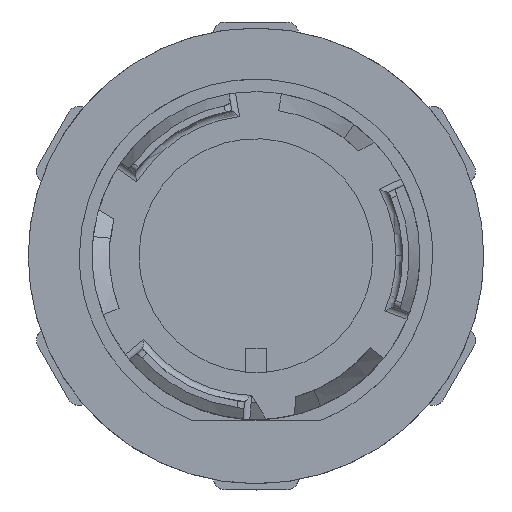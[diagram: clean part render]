
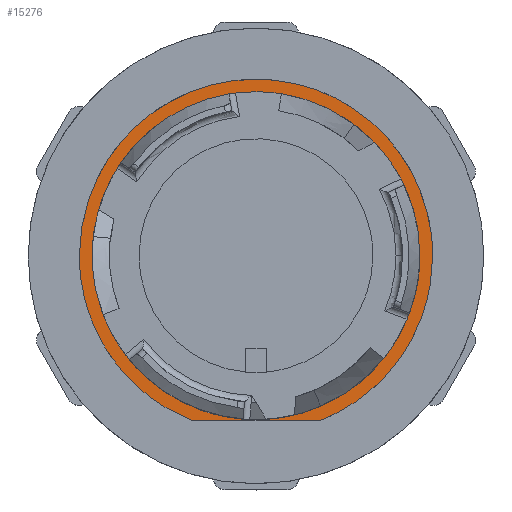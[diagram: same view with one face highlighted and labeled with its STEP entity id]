
A CAD part, top view. The second image highlights one B-rep face of the part: STEP entity #15276.
In plain terms, the highlighted planar face has unit normal (0, 0, 1).
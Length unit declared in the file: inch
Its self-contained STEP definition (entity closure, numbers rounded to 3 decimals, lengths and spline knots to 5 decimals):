
#1394 = VERTEX_POINT ( 'NONE', #14199 ) ;
#1601 = EDGE_CURVE ( 'NONE', #23040, #16495, #24307, .T. ) ;
#1683 = EDGE_CURVE ( 'NONE', #38012, #1394, #9782, .T. ) ;
#3145 = CARTESIAN_POINT ( 'NONE',  ( 0.519, 0.06794, 0.08858 ) ) ;
#5956 = CARTESIAN_POINT ( 'NONE',  ( -0.18865, -0.4835, 0.08858 ) ) ;
#6010 = CARTESIAN_POINT ( 'NONE',  ( -0.45778, -0.24998, 0.08858 ) ) ;
#6247 = CARTESIAN_POINT ( 'NONE',  ( 0.39928, -0.3356, 0.08858 ) ) ;
#6349 = CARTESIAN_POINT ( 'NONE',  ( -0.06288, -0.4835, 0.08858 ) ) ;
#6455 = CARTESIAN_POINT ( 'NONE',  ( 0.519, -0.05185, 0.08858 ) ) ;
#8511 = FACE_BOUND ( 'NONE', #25508, .T. ) ;
#8838 = CARTESIAN_POINT ( 'NONE',  ( 0.36357, -0.37399, 0.08858 ) ) ;
#9025 = CARTESIAN_POINT ( 'NONE',  ( -0.519, 0., 0.08858 ) ) ;
#9110 = VERTEX_POINT ( 'NONE', #9025 ) ;
#9168 = CARTESIAN_POINT ( 'NONE',  ( 0.50549, 0.13585, 0.08858 ) ) ;
#9391 = CARTESIAN_POINT ( 'NONE',  ( 0.4535, 0.26138, 0.08858 ) ) ;
#9782 = B_SPLINE_CURVE_WITH_KNOTS ( 'NONE', 3,
 ( #19467, #6455, #12305, #29288, #32968, #6247, #8838, #22108, #35354, #36010 ),
 .UNSPECIFIED., .F., .F.,
 ( 4, 2, 2, 2, 4 ),
 ( 0., 0.25, 0.5, 0.75, 1. ),
 .UNSPECIFIED. ) ;
#10609 = CARTESIAN_POINT ( 'NONE',  ( -0.18865, -0.4835, 0.08858 ) ) ;
#11591 = VERTEX_POINT ( 'NONE', #5956 ) ;
#12305 = CARTESIAN_POINT ( 'NONE',  ( 0.51117, -0.10369, 0.08858 ) ) ;
#12343 = ORIENTED_EDGE ( 'NONE', *, *, #1683, .F. ) ;
#12644 = CARTESIAN_POINT ( 'NONE',  ( 0.31895, 0.41503, 0.08858 ) ) ;
#12672 = CARTESIAN_POINT ( 'NONE',  ( 0.43174, 0.15714, 0.08858 ) ) ;
#13141 = CARTESIAN_POINT ( 'NONE',  ( -0.39928, -0.3356, 0.08858 ) ) ;
#14199 = CARTESIAN_POINT ( 'NONE',  ( 0.18865, -0.4835, 0.08858 ) ) ;
#14836 = PLANE ( 'NONE',  #21049 ) ;
#15276 = ADVANCED_FACE ( 'NONE', ( #25263, #8511 ), #14836, .F. ) ;
#15467 = EDGE_CURVE ( 'NONE', #11591, #1394, #17031, .T. ) ;
#15929 = CARTESIAN_POINT ( 'NONE',  ( -0.43174, -0.15714, 0.08858 ) ) ;
#16116 = CARTESIAN_POINT ( 'NONE',  ( -0.26138, 0.4535, 0.08858 ) ) ;
#16211 = CARTESIAN_POINT ( 'NONE',  ( -0.43174, -0.15714, 0.08858 ) ) ;
#16343 = CARTESIAN_POINT ( 'NONE',  ( 0.519, 0., 0.08858 ) ) ;
#16495 = VERTEX_POINT ( 'NONE', #41932 ) ;
#16611 = CARTESIAN_POINT ( 'NONE',  ( -0.18865, -0.4835, 0.08858 ) ) ;
#16971 = ORIENTED_EDGE ( 'NONE', *, *, #15467, .T. ) ;
#17031 = B_SPLINE_CURVE_WITH_KNOTS ( 'NONE', 3,
 ( #10609, #6349, #23852, #32649 ),
 .UNSPECIFIED., .F., .F.,
 ( 4, 4 ),
 ( 0., 1. ),
 .UNSPECIFIED. ) ;
#17149 = EDGE_LOOP ( 'NONE', ( #16971, #12343, #35681, #28613 ) ) ;
#17974 = ORIENTED_EDGE ( 'NONE', *, *, #1601, .F. ) ;
#18312 = CARTESIAN_POINT ( 'NONE',  ( 0., 0.52283, 0.08858 ) ) ;
#19376 = CARTESIAN_POINT ( 'NONE',  ( -0.31895, 0.41503, 0.08858 ) ) ;
#19467 = CARTESIAN_POINT ( 'NONE',  ( 0.519, 0., 0.08858 ) ) ;
#19684 = CARTESIAN_POINT ( 'NONE',  ( 0.11746, 1.02062, 0.08858 ) ) ;
#19811 = CARTESIAN_POINT ( 'NONE',  ( 0.26138, 0.4535, 0.08858 ) ) ;
#20528 = ORIENTED_EDGE ( 'NONE', *, *, #40165, .F. ) ;
#21049 = AXIS2_PLACEMENT_3D ( 'NONE', #18312, #21995, #28312 ) ;
#21995 = DIRECTION ( 'NONE',  ( 0., 0., -1. ) ) ;
#22108 = CARTESIAN_POINT ( 'NONE',  ( 0.2824, -0.43852, 0.08858 ) ) ;
#23040 = VERTEX_POINT ( 'NONE', #33035 ) ;
#23121 = CARTESIAN_POINT ( 'NONE',  ( -0.51117, -0.10369, 0.08858 ) ) ;
#23410 = EDGE_CURVE ( 'NONE', #9110, #38012, #31512, .T. ) ;
#23852 = CARTESIAN_POINT ( 'NONE',  ( 0.06288, -0.4835, 0.08858 ) ) ;
#24307 =( BOUNDED_CURVE ( )  B_SPLINE_CURVE ( 3, ( #25375, #19684, #32339, #16211 ),
 .UNSPECIFIED., .F., .T. ) 
 B_SPLINE_CURVE_WITH_KNOTS ( ( 4, 4 ),
 ( 0., 1. ),
 .UNSPECIFIED. ) 
 CURVE ( )  GEOMETRIC_REPRESENTATION_ITEM ( )  RATIONAL_B_SPLINE_CURVE ( ( 1., 0.333, 0.333, 1. ) ) 
 REPRESENTATION_ITEM ( '' )  );
#24589 = B_SPLINE_CURVE_WITH_KNOTS ( 'NONE', 3,
 ( #16611, #32724, #35971, #29678, #13141, #6010, #32506, #23121, #36384, #26389 ),
 .UNSPECIFIED., .F., .F.,
 ( 4, 2, 2, 2, 4 ),
 ( 0., 0.25, 0.5, 0.75, 1. ),
 .UNSPECIFIED. ) ;
#24643 = CARTESIAN_POINT ( 'NONE',  ( -0.519, 0., 0.08858 ) ) ;
#25263 = FACE_OUTER_BOUND ( 'NONE', #17149, .T. ) ;
#25375 = CARTESIAN_POINT ( 'NONE',  ( 0.43174, 0.15714, 0.08858 ) ) ;
#25508 = EDGE_LOOP ( 'NONE', ( #20528, #17974 ) ) ;
#26330 = CARTESIAN_POINT ( 'NONE',  ( -0.50549, 0.13585, 0.08858 ) ) ;
#26389 = CARTESIAN_POINT ( 'NONE',  ( -0.519, 0., 0.08858 ) ) ;
#26824 =( BOUNDED_CURVE ( )  B_SPLINE_CURVE ( 3, ( #15929, #33314, #35933, #12672 ),
 .UNSPECIFIED., .F., .F. ) 
 B_SPLINE_CURVE_WITH_KNOTS ( ( 4, 4 ),
 ( 0., 1. ),
 .UNSPECIFIED. ) 
 CURVE ( )  GEOMETRIC_REPRESENTATION_ITEM ( )  RATIONAL_B_SPLINE_CURVE ( ( 1., 0.333, 0.333, 1. ) ) 
 REPRESENTATION_ITEM ( '' )  );
#27603 = CARTESIAN_POINT ( 'NONE',  ( 0.519, 0., 0.08858 ) ) ;
#27952 = EDGE_CURVE ( 'NONE', #11591, #9110, #24589, .T. ) ;
#28312 = DIRECTION ( 'NONE',  ( 0., -1., 0. ) ) ;
#28613 = ORIENTED_EDGE ( 'NONE', *, *, #27952, .F. ) ;
#29288 = CARTESIAN_POINT ( 'NONE',  ( 0.48056, -0.20276, 0.08858 ) ) ;
#29408 = CARTESIAN_POINT ( 'NONE',  ( -0.519, 0.06794, 0.08858 ) ) ;
#29678 = CARTESIAN_POINT ( 'NONE',  ( -0.36357, -0.37399, 0.08858 ) ) ;
#31512 = B_SPLINE_CURVE_WITH_KNOTS ( 'NONE', 3,
 ( #24643, #29408, #26330, #39362, #32448, #19376, #16116, #41992, #32668, #38935, #42614, #19811, #12644, #33084, #9391, #9168, #3145, #16343 ),
 .UNSPECIFIED., .F., .F.,
 ( 4, 2, 2, 2, 2, 2, 2, 2, 4 ),
 ( 0., 0.125, 0.25, 0.375, 0.5, 0.625, 0.75, 0.875, 1. ),
 .UNSPECIFIED. ) ;
#32339 = CARTESIAN_POINT ( 'NONE',  ( -0.74602, 0.70634, 0.08858 ) ) ;
#32448 = CARTESIAN_POINT ( 'NONE',  ( -0.41503, 0.31895, 0.08858 ) ) ;
#32506 = CARTESIAN_POINT ( 'NONE',  ( -0.48056, -0.20276, 0.08858 ) ) ;
#32649 = CARTESIAN_POINT ( 'NONE',  ( 0.18865, -0.4835, 0.08858 ) ) ;
#32668 = CARTESIAN_POINT ( 'NONE',  ( -0.06794, 0.519, 0.08858 ) ) ;
#32724 = CARTESIAN_POINT ( 'NONE',  ( -0.23695, -0.46465, 0.08858 ) ) ;
#32968 = CARTESIAN_POINT ( 'NONE',  ( 0.45778, -0.24998, 0.08858 ) ) ;
#33035 = CARTESIAN_POINT ( 'NONE',  ( 0.43174, 0.15714, 0.08858 ) ) ;
#33084 = CARTESIAN_POINT ( 'NONE',  ( 0.41503, 0.31895, 0.08858 ) ) ;
#33314 = CARTESIAN_POINT ( 'NONE',  ( -0.11746, -1.02062, 0.08858 ) ) ;
#35354 = CARTESIAN_POINT ( 'NONE',  ( 0.23695, -0.46465, 0.08858 ) ) ;
#35681 = ORIENTED_EDGE ( 'NONE', *, *, #23410, .F. ) ;
#35933 = CARTESIAN_POINT ( 'NONE',  ( 0.74602, -0.70634, 0.08858 ) ) ;
#35971 = CARTESIAN_POINT ( 'NONE',  ( -0.2824, -0.43852, 0.08858 ) ) ;
#36010 = CARTESIAN_POINT ( 'NONE',  ( 0.18865, -0.4835, 0.08858 ) ) ;
#36384 = CARTESIAN_POINT ( 'NONE',  ( -0.519, -0.05185, 0.08858 ) ) ;
#38012 = VERTEX_POINT ( 'NONE', #27603 ) ;
#38935 = CARTESIAN_POINT ( 'NONE',  ( 0.06794, 0.519, 0.08858 ) ) ;
#39362 = CARTESIAN_POINT ( 'NONE',  ( -0.4535, 0.26138, 0.08858 ) ) ;
#40165 = EDGE_CURVE ( 'NONE', #16495, #23040, #26824, .T. ) ;
#41932 = CARTESIAN_POINT ( 'NONE',  ( -0.43174, -0.15714, 0.08858 ) ) ;
#41992 = CARTESIAN_POINT ( 'NONE',  ( -0.13585, 0.50549, 0.08858 ) ) ;
#42614 = CARTESIAN_POINT ( 'NONE',  ( 0.13585, 0.50549, 0.08858 ) ) ;
